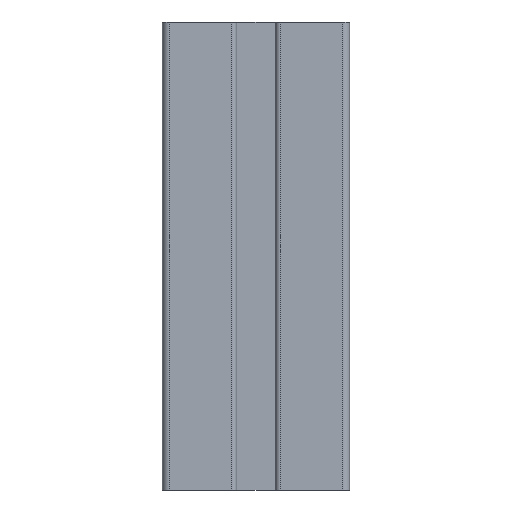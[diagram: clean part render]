
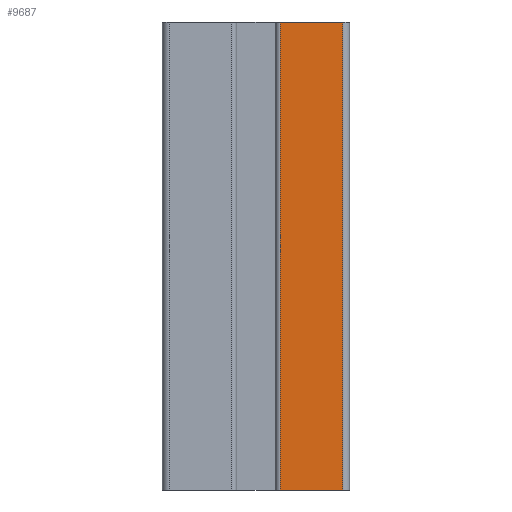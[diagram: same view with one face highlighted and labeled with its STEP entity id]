
A CAD part, front view. The second image highlights one B-rep face of the part: STEP entity #9687.
In plain terms, the highlighted planar face has unit normal (0, -1, 0).
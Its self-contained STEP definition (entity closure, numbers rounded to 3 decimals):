
#352 = CARTESIAN_POINT ( 'NONE',  ( 1323.833, 1112.497, 100. ) ) ;
#377 = CARTESIAN_POINT ( 'NONE',  ( 1337.183, 1112.497, 0. ) ) ;
#885 = CARTESIAN_POINT ( 'NONE',  ( 1337.183, 1112.497, 0. ) ) ;
#1015 = ORIENTED_EDGE ( 'NONE', *, *, #3247, .F. ) ;
#1209 = LINE ( 'NONE', #2185, #11049 ) ;
#1564 = EDGE_CURVE ( 'NONE', #1893, #10233, #1702, .T. ) ;
#1702 = LINE ( 'NONE', #377, #4219 ) ;
#1893 = VERTEX_POINT ( 'NONE', #4122 ) ;
#2185 = CARTESIAN_POINT ( 'NONE',  ( 1337.183, 1112.497, 100. ) ) ;
#2319 = DIRECTION ( 'NONE',  ( 1., 0., 0. ) ) ;
#2342 = EDGE_CURVE ( 'NONE', #2896, #1893, #8541, .T. ) ;
#2798 = DIRECTION ( 'NONE',  ( 0., 1., 0. ) ) ;
#2851 = CARTESIAN_POINT ( 'NONE',  ( 1337.183, 1112.497, 100. ) ) ;
#2896 = VERTEX_POINT ( 'NONE', #4084 ) ;
#3247 = EDGE_CURVE ( 'NONE', #2896, #4956, #6259, .T. ) ;
#3724 = CARTESIAN_POINT ( 'NONE',  ( 1337.183, 1112.497, 100. ) ) ;
#3849 = ORIENTED_EDGE ( 'NONE', *, *, #1564, .T. ) ;
#3868 = ORIENTED_EDGE ( 'NONE', *, *, #12029, .F. ) ;
#4084 = CARTESIAN_POINT ( 'NONE',  ( 1323.833, 1112.497, 100. ) ) ;
#4122 = CARTESIAN_POINT ( 'NONE',  ( 1323.833, 1112.497, 0. ) ) ;
#4176 = DIRECTION ( 'NONE',  ( 0., 0., -1. ) ) ;
#4219 = VECTOR ( 'NONE', #6077, 1000. ) ;
#4650 = PLANE ( 'NONE',  #7943 ) ;
#4956 = VERTEX_POINT ( 'NONE', #2851 ) ;
#6077 = DIRECTION ( 'NONE',  ( 1., 0., 0. ) ) ;
#6259 = LINE ( 'NONE', #9002, #10161 ) ;
#6899 = EDGE_LOOP ( 'NONE', ( #3849, #3868, #1015, #10891 ) ) ;
#7937 = VECTOR ( 'NONE', #4176, 1000. ) ;
#7943 = AXIS2_PLACEMENT_3D ( 'NONE', #3724, #2798, #9493 ) ;
#8197 = FACE_OUTER_BOUND ( 'NONE', #6899, .T. ) ;
#8541 = LINE ( 'NONE', #352, #7937 ) ;
#8907 = DIRECTION ( 'NONE',  ( 0., 0., -1. ) ) ;
#9002 = CARTESIAN_POINT ( 'NONE',  ( 1337.183, 1112.497, 100. ) ) ;
#9493 = DIRECTION ( 'NONE',  ( 0., 0., 1. ) ) ;
#9687 = ADVANCED_FACE ( 'NONE', ( #8197 ), #4650, .F. ) ;
#10161 = VECTOR ( 'NONE', #2319, 1000. ) ;
#10233 = VERTEX_POINT ( 'NONE', #885 ) ;
#10891 = ORIENTED_EDGE ( 'NONE', *, *, #2342, .T. ) ;
#11049 = VECTOR ( 'NONE', #8907, 1000. ) ;
#12029 = EDGE_CURVE ( 'NONE', #4956, #10233, #1209, .T. ) ;
